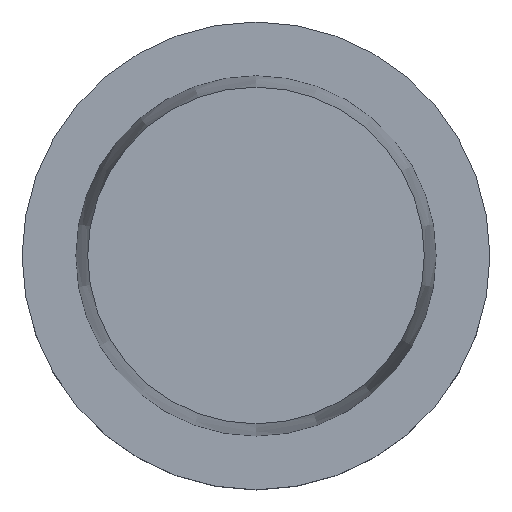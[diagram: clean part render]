
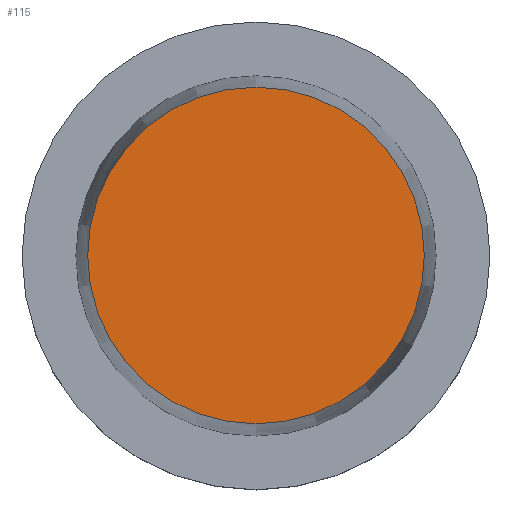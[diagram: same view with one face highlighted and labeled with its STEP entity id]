
A CAD part, top view. The second image highlights one B-rep face of the part: STEP entity #115.
In plain terms, the highlighted planar face has unit normal (0, 0, 1).
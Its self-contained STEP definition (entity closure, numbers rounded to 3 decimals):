
#115=ADVANCED_FACE('Unnamed[1]',(#248),#249,.T.);
#120=EDGE_CURVE('Unnamed[1]',#256,#256,#257,.T.);
#248=FACE_OUTER_BOUND('',#410,.T.);
#249=PLANE('',#411);
#256=VERTEX_POINT('',#420);
#257=CIRCLE('',#421,44.978);
#410=EDGE_LOOP('',(#564));
#411=AXIS2_PLACEMENT_3D('',#565,#566,#567);
#420=CARTESIAN_POINT('',(0.,44.978,63.));
#421=AXIS2_PLACEMENT_3D('',#574,#575,#576);
#564=ORIENTED_EDGE('',*,*,#120,.F.);
#565=CARTESIAN_POINT('',(0.,22.489,63.));
#566=DIRECTION('',(0.,0.,1.0));
#567=DIRECTION('',(0.,-1.0,0.));
#574=CARTESIAN_POINT('',(0.,0.,63.));
#575=DIRECTION('',(0.,0.,-1.0));
#576=DIRECTION('',(0.,1.0,0.));
